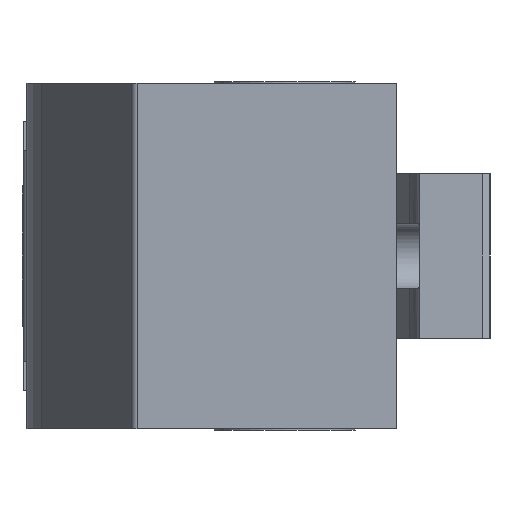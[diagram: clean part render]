
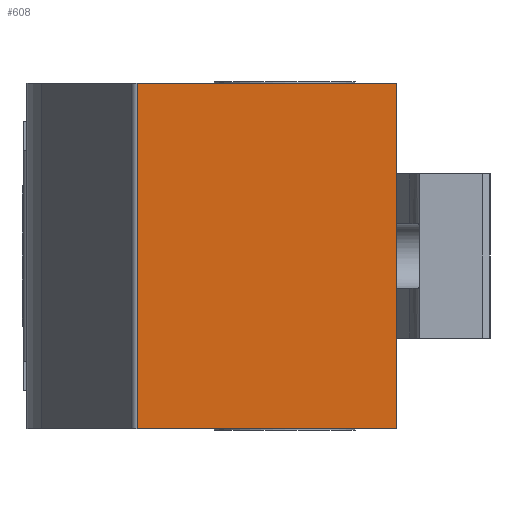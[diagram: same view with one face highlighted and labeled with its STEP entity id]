
A CAD part, left-side view. The second image highlights one B-rep face of the part: STEP entity #608.
In plain terms, the highlighted planar face has unit normal (-0.999, 0.052, 0).
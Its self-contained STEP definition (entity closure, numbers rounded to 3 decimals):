
#608 = ADVANCED_FACE( '', ( #1358 ), #1359, .F. );
#1358 = FACE_OUTER_BOUND( '', #2267, .T. );
#1359 = PLANE( '', #2268 );
#2267 = EDGE_LOOP( '', ( #4033, #4034, #4035, #4036 ) );
#2268 = AXIS2_PLACEMENT_3D( '', #4037, #4038, #4039 );
#4033 = ORIENTED_EDGE( '', *, *, #6328, .T. );
#4034 = ORIENTED_EDGE( '', *, *, #6329, .F. );
#4035 = ORIENTED_EDGE( '', *, *, #6200, .F. );
#4036 = ORIENTED_EDGE( '', *, *, #6330, .T. );
#4037 = CARTESIAN_POINT( '', ( 1.158, 22.094, 14.75 ) );
#4038 = DIRECTION( '', ( 0.999, -0.052, 0. ) );
#4039 = DIRECTION( '', ( 0.052, 0.999, 0. ) );
#6200 = EDGE_CURVE( '', #7733, #7734, #7735, .T. );
#6328 = EDGE_CURVE( '', #7916, #7917, #7918, .T. );
#6329 = EDGE_CURVE( '', #7734, #7917, #7919, .T. );
#6330 = EDGE_CURVE( '', #7733, #7916, #7920, .T. );
#7733 = VERTEX_POINT( '', #9835 );
#7734 = VERTEX_POINT( '', #9836 );
#7735 = LINE( '', #9837, #9838 );
#7916 = VERTEX_POINT( '', #10113 );
#7917 = VERTEX_POINT( '', #10114 );
#7918 = LINE( '', #10115, #10116 );
#7919 = LINE( '', #10117, #10118 );
#7920 = LINE( '', #10119, #10120 );
#9835 = CARTESIAN_POINT( '', ( 1.158, 22.094, 14.75 ) );
#9836 = CARTESIAN_POINT( '', ( 0., 0., 14.75 ) );
#9837 = CARTESIAN_POINT( '', ( 1.158, 22.094, 14.75 ) );
#9838 = VECTOR( '', #11489, 1000. );
#10113 = CARTESIAN_POINT( '', ( 1.158, 22.094, -14.75 ) );
#10114 = CARTESIAN_POINT( '', ( 0., 0., -14.75 ) );
#10115 = CARTESIAN_POINT( '', ( 1.158, 22.094, -14.75 ) );
#10116 = VECTOR( '', #11628, 1000. );
#10117 = CARTESIAN_POINT( '', ( 0., 0., 14.75 ) );
#10118 = VECTOR( '', #11629, 1000. );
#10119 = CARTESIAN_POINT( '', ( 1.158, 22.094, 14.75 ) );
#10120 = VECTOR( '', #11630, 1000. );
#11489 = DIRECTION( '', ( -0.052, -0.999, 0. ) );
#11628 = DIRECTION( '', ( -0.052, -0.999, 0. ) );
#11629 = DIRECTION( '', ( 0., 0., -1. ) );
#11630 = DIRECTION( '', ( 0., 0., -1. ) );
